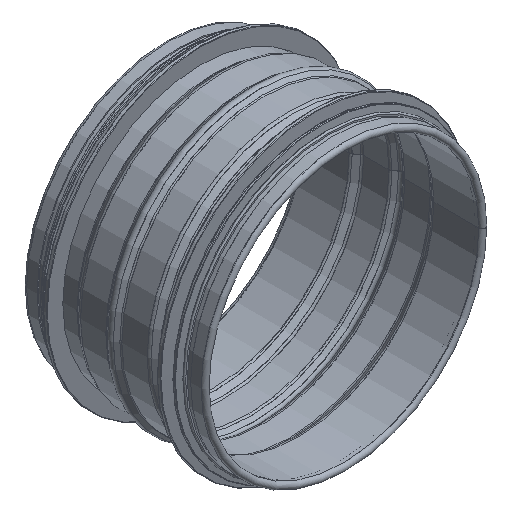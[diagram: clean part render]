
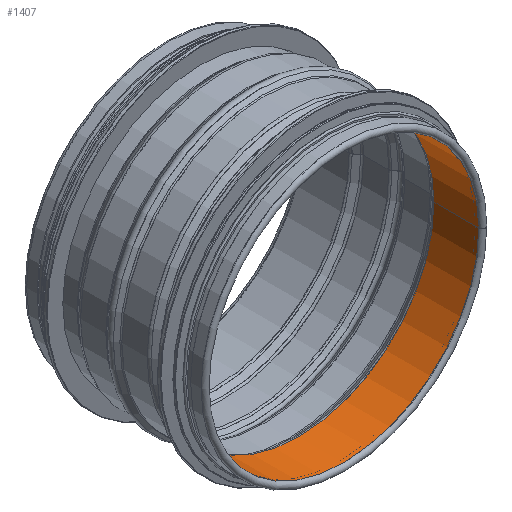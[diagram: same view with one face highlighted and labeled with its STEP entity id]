
A CAD part, isometric view. The second image highlights one B-rep face of the part: STEP entity #1407.
In plain terms, the highlighted cylindrical face has radius 59.125 mm (diameter 118.25 mm), a full revolution.
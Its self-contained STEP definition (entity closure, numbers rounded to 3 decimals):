
#67=CYLINDRICAL_SURFACE('',#1579,59.125);
#171=FACE_OUTER_BOUND('',#268,.T.);
#268=EDGE_LOOP('',(#1126,#1127,#1128,#1129));
#384=CIRCLE('',#1578,59.125);
#385=CIRCLE('',#1580,59.125);
#410=LINE('',#2121,#490);
#475=LINE('',#2316,#555);
#490=VECTOR('',#1645,19.55);
#555=VECTOR('',#1838,19.55);
#570=VERTEX_POINT('',#2114);
#572=VERTEX_POINT('',#2120);
#636=VERTEX_POINT('',#2309);
#638=VERTEX_POINT('',#2315);
#671=EDGE_CURVE('',#572,#570,#410,.T.);
#768=EDGE_CURVE('',#636,#638,#475,.T.);
#815=EDGE_CURVE('',#636,#572,#384,.T.);
#816=EDGE_CURVE('',#638,#570,#385,.T.);
#1126=ORIENTED_EDGE('',*,*,#671,.T.);
#1127=ORIENTED_EDGE('',*,*,#816,.F.);
#1128=ORIENTED_EDGE('',*,*,#768,.F.);
#1129=ORIENTED_EDGE('',*,*,#815,.T.);
#1407=ADVANCED_FACE('',(#171),#67,.F.);
#1578=AXIS2_PLACEMENT_3D('',#2407,#1996,#1997);
#1579=AXIS2_PLACEMENT_3D('',#2408,#1998,#1999);
#1580=AXIS2_PLACEMENT_3D('',#2409,#2000,#2001);
#1645=DIRECTION('',(0.,-1.,0.));
#1838=DIRECTION('',(0.,-1.,0.));
#1996=DIRECTION('center_axis',(0.,1.,0.));
#1997=DIRECTION('ref_axis',(1.,0.,0.));
#1998=DIRECTION('center_axis',(0.,1.,0.));
#1999=DIRECTION('ref_axis',(1.,0.,0.));
#2000=DIRECTION('center_axis',(0.,1.,0.));
#2001=DIRECTION('ref_axis',(1.,0.,0.));
#2114=CARTESIAN_POINT('',(59.125,0.95,0.001));
#2120=CARTESIAN_POINT('',(59.125,20.5,0.001));
#2121=CARTESIAN_POINT('',(59.125,20.5,0.001));
#2309=CARTESIAN_POINT('',(59.125,20.5,0.));
#2315=CARTESIAN_POINT('',(59.125,0.95,0.));
#2316=CARTESIAN_POINT('',(59.125,20.5,0.));
#2407=CARTESIAN_POINT('Origin',(0.,20.5,0.));
#2408=CARTESIAN_POINT('Origin',(0.,39.,0.));
#2409=CARTESIAN_POINT('Origin',(0.,0.95,0.));
